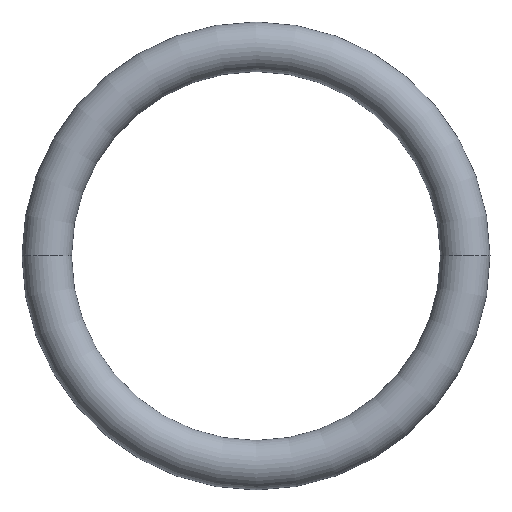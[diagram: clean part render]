
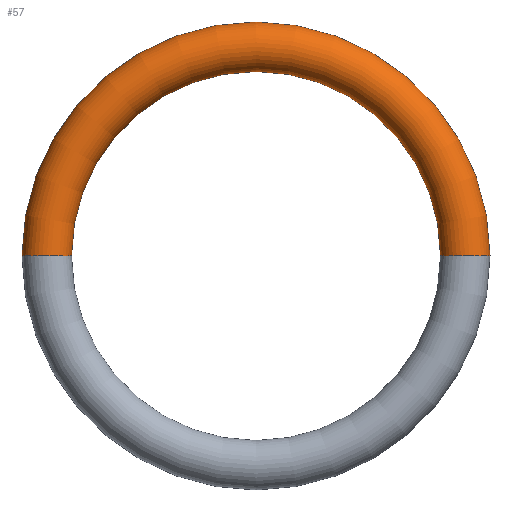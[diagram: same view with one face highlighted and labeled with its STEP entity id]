
A CAD part, top view. The second image highlights one B-rep face of the part: STEP entity #57.
In plain terms, the highlighted toroidal (fillet/blend) face has major radius 7.6 mm and minor radius 0.9 mm.
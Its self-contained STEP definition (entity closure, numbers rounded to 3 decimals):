
#2 = EDGE_LOOP ( 'NONE', ( #63, #133, #4, #29 ) ) ;
#4 = ORIENTED_EDGE ( 'NONE', *, *, #141, .T. ) ;
#5 = CARTESIAN_POINT ( 'NONE',  ( 0., 0., 0. ) ) ;
#6 = CARTESIAN_POINT ( 'NONE',  ( 8.5, 0., 0. ) ) ;
#11 = AXIS2_PLACEMENT_3D ( 'NONE', #82, #156, #117 ) ;
#13 = CARTESIAN_POINT ( 'NONE',  ( -8.5, 0., 0. ) ) ;
#14 = CARTESIAN_POINT ( 'NONE',  ( 7.6, 0., 0. ) ) ;
#15 = DIRECTION ( 'NONE',  ( 0., 0., -1. ) ) ;
#17 = VERTEX_POINT ( 'NONE', #25 ) ;
#20 = CARTESIAN_POINT ( 'NONE',  ( 0., 0., 0. ) ) ;
#24 = AXIS2_PLACEMENT_3D ( 'NONE', #20, #98, #71 ) ;
#25 = CARTESIAN_POINT ( 'NONE',  ( 6.7, 0., 0. ) ) ;
#29 = ORIENTED_EDGE ( 'NONE', *, *, #60, .T. ) ;
#30 = EDGE_CURVE ( 'NONE', #66, #37, #100, .T. ) ;
#33 = CIRCLE ( 'NONE', #24, 6.7 ) ;
#35 = CIRCLE ( 'NONE', #79, 0.9 ) ;
#37 = VERTEX_POINT ( 'NONE', #13 ) ;
#40 = DIRECTION ( 'NONE',  ( -1., 0., 0. ) ) ;
#49 = DIRECTION ( 'NONE',  ( 0., 1., 0. ) ) ;
#51 = DIRECTION ( 'NONE',  ( 0., -1., 0. ) ) ;
#57 = ADVANCED_FACE ( 'NONE', ( #90 ), #75, .T. ) ;
#60 = EDGE_CURVE ( 'NONE', #17, #93, #35, .T. ) ;
#63 = ORIENTED_EDGE ( 'NONE', *, *, #76, .F. ) ;
#66 = VERTEX_POINT ( 'NONE', #99 ) ;
#67 = AXIS2_PLACEMENT_3D ( 'NONE', #5, #135, #81 ) ;
#71 = DIRECTION ( 'NONE',  ( -1., 0., 0. ) ) ;
#75 = TOROIDAL_SURFACE ( 'NONE', #67, 7.6, 0.9 ) ;
#76 = EDGE_CURVE ( 'NONE', #37, #93, #94, .T. ) ;
#79 = AXIS2_PLACEMENT_3D ( 'NONE', #14, #49, #40 ) ;
#81 = DIRECTION ( 'NONE',  ( -1., 0., 0. ) ) ;
#82 = CARTESIAN_POINT ( 'NONE',  ( 0., 0., 0. ) ) ;
#90 = FACE_OUTER_BOUND ( 'NONE', #2, .T. ) ;
#91 = AXIS2_PLACEMENT_3D ( 'NONE', #122, #51, #15 ) ;
#93 = VERTEX_POINT ( 'NONE', #6 ) ;
#94 = CIRCLE ( 'NONE', #11, 8.5 ) ;
#98 = DIRECTION ( 'NONE',  ( 0., 0., -1. ) ) ;
#99 = CARTESIAN_POINT ( 'NONE',  ( -6.7, 0., 0. ) ) ;
#100 = CIRCLE ( 'NONE', #91, 0.9 ) ;
#117 = DIRECTION ( 'NONE',  ( -1., 0., 0. ) ) ;
#122 = CARTESIAN_POINT ( 'NONE',  ( -7.6, 0., 0. ) ) ;
#133 = ORIENTED_EDGE ( 'NONE', *, *, #30, .F. ) ;
#135 = DIRECTION ( 'NONE',  ( 0., 0., -1. ) ) ;
#141 = EDGE_CURVE ( 'NONE', #66, #17, #33, .T. ) ;
#156 = DIRECTION ( 'NONE',  ( 0., 0., -1. ) ) ;
